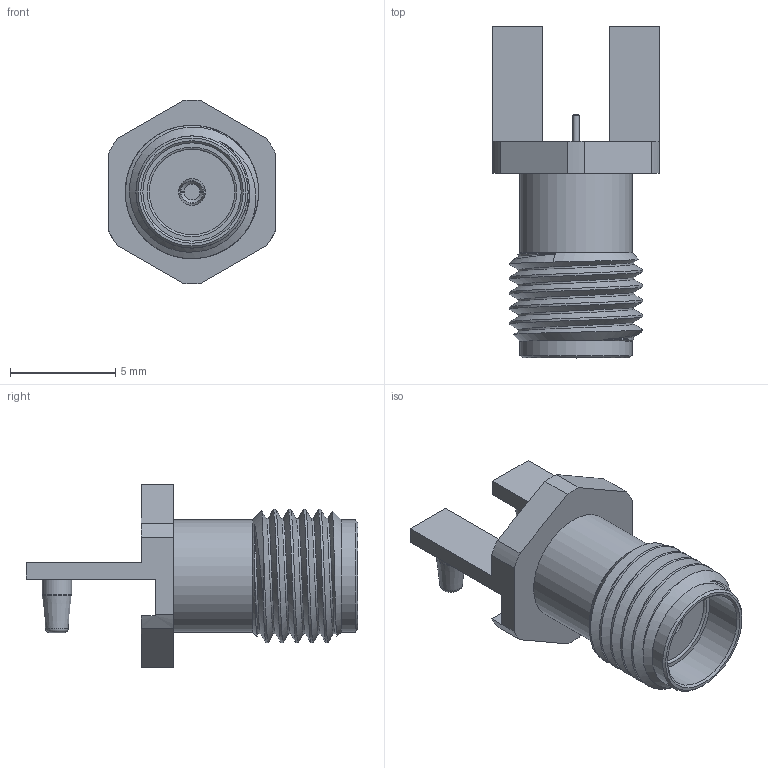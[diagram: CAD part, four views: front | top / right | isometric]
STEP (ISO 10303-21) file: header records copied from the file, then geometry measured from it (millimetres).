
FILE_DESCRIPTION(/* description */ ('Unknown'),/* implementation_level */ '2;1');
FILE_NAME(/* name */ '60312202111562',/* time_stamp */ '2024-06-07T14:36:24+02:00',/* author */ ('Unknown'),/* organization */ ('Unknown'),/* preprocessor_version */ 'ST-DEVELOPER v18.102',/* originating_system */ 'Solid Edge',/* authorisation */ 'Unknown');
FILE_SCHEMA (('AUTOMOTIVE_DESIGN {1 0 10303 214 3 1 1}'));
Length unit declared in the file: millimetre
Products named in the file (4): 60312202111562; 60312202111562_Shielding; 60312202111562_Insulator; 60312202111562_Contact Pin
Assembly tree (3 placements, depth 2):
  60312202111562
    60312202111562_Shielding
    60312202111562_Insulator
    60312202111562_Contact Pin
Bounding box: 7.92 x 15.75 x 8.73 mm (x, y, z)
Volume: 273.4 mm3; surface area: 740.3 mm2
Topology: 3 solids, 3 shells, 103 faces, 233 edges, 151 vertices
Faces by surface type: plane 47, cylinder 29, cone 19, torus 6, bspline 2
Full cylindrical faces by diameter (mm): 0.3 x1, 0.75 x2, 0.94 x1, 1.27 x3, 1.4 x3, 1.5 x1, 2.4 x1, 2.42 x1, 4.05 x3, 4.28 x2, 4.66 x1, 5.32 x2
Entity records: 3316 total; most frequent: CARTESIAN_POINT 1151, DIRECTION 452, ORIENTED_EDGE 352, AXIS2_PLACEMENT_3D 194, EDGE_CURVE 176, EDGE_LOOP 159, FACE_BOUND 159, VERTEX_POINT 133
